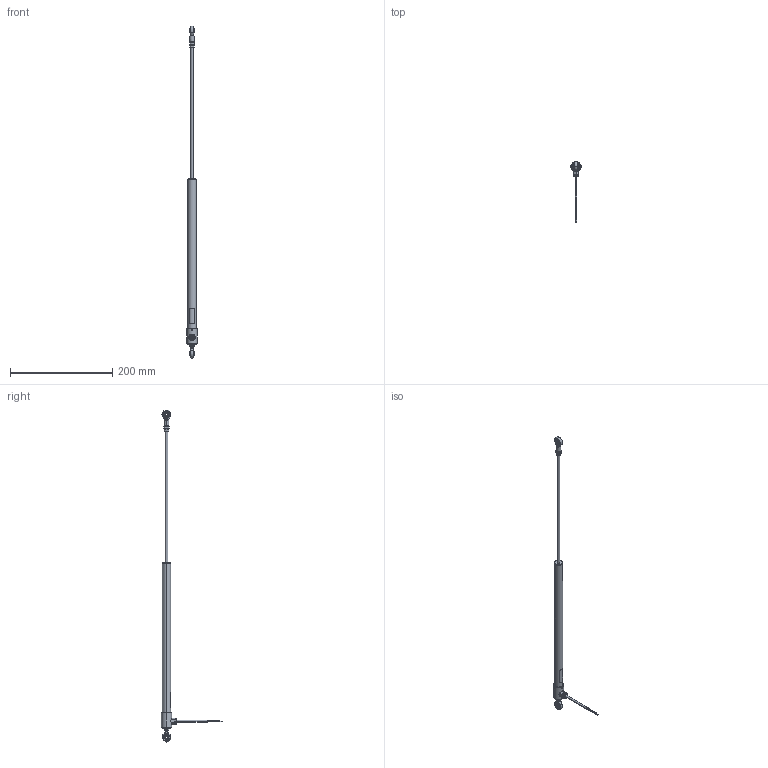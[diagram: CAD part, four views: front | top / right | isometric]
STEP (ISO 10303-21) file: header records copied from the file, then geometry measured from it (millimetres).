
FILE_DESCRIPTION (( 'STEP AP214' ), '1' );
FILE_NAME ('TX2_0250_Kabel_aus.STEP', '2011-01-17T14:47:57', ( 'novotechnik' ), ( 'novotechnik' ), 'SwSTEP 2.0', 'SolidWorks 2010', '' );
FILE_SCHEMA (( 'AUTOMOTIVE_DESIGN' ));
Length unit declared in the file: millimetre
Products named in the file (1): TX2_0250_Kabel_aus
Bounding box: 20 x 119.6 x 650.37 mm (x, y, z)
Surface area: 27343.9 mm2 (no closed solid volume)
Topology: 0 solids, 22 shells, 211 faces, 537 edges, 351 vertices
Faces by surface type: plane 71, cylinder 57, cone 51, torus 18, sphere 8, bspline 6
Entity records: 9060 total; most frequent: CARTESIAN_POINT 1795, DIRECTION 1059, ORIENTED_EDGE 938, EDGE_CURVE 527, AXIS2_PLACEMENT_3D 443, VERTEX_POINT 345, EDGE_LOOP 240, CIRCLE 237
